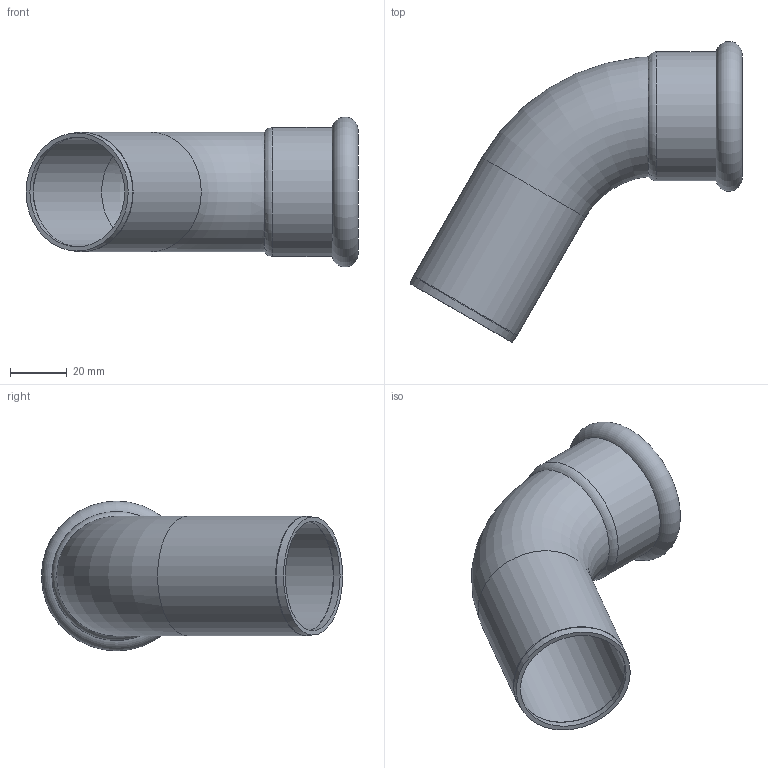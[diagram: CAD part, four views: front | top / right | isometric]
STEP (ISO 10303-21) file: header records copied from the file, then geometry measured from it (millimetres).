
FILE_DESCRIPTION(/* description */ ('CURVA 60° MF De42'),/* implementation_level */ '2;1');
FILE_NAME(/* name */ '181042601_Inoxpres.stp',/* time_stamp */ '2022-10-11T09:38:26+02:00',/* author */ ('Vault'),/* organization */ ('Raccorderie metalliche s.p.a. '),/* preprocessor_version */ 'ST-DEVELOPER v18.1',/* originating_system */ 'Autodesk Inventor 2020',/* authorisation */ 'Raccorderie metalliche s.p.a. ');
FILE_SCHEMA (('AUTOMOTIVE_DESIGN { 1 0 10303 214 3 1 1 }'));
Length unit declared in the file: millimetre
Products named in the file (1): 181042601_Inoxpres
Bounding box: 116.77 x 105.89 x 52.7 mm (x, y, z)
Volume: 29665.4 mm3; surface area: 35791.2 mm2
Topology: 1 solids, 1 shells, 19 faces, 71 edges, 52 vertices
Faces by surface type: torus 9, cylinder 6, cone 4
Full cylindrical faces by diameter (mm): 39 x1, 42 x1, 42.4 x1, 42.7 x2, 45.4 x1
Entity records: 927 total; most frequent: CARTESIAN_POINT 225, DIRECTION 160, ORIENTED_EDGE 142, AXIS2_PLACEMENT_3D 75, EDGE_CURVE 71, CIRCLE 55, VERTEX_POINT 52, FACE_OUTER_BOUND 19
